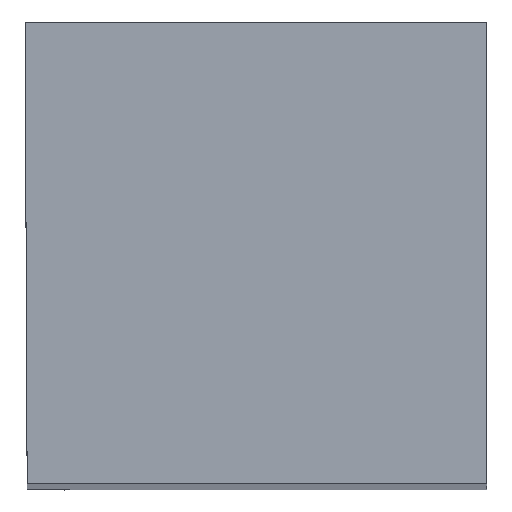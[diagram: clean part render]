
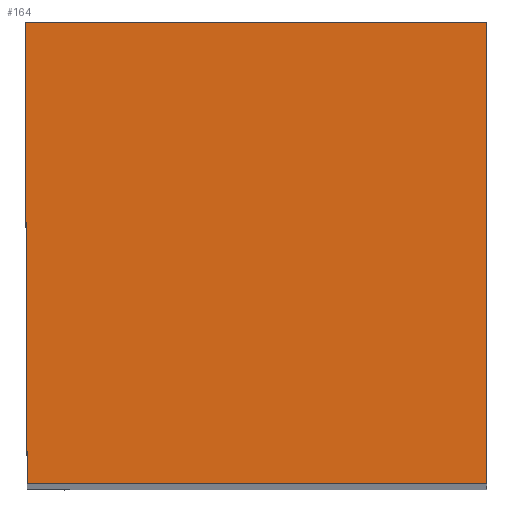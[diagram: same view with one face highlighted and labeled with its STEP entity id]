
A CAD part, top view. The second image highlights one B-rep face of the part: STEP entity #164.
In plain terms, the highlighted planar face has unit normal (0, 0, 1).
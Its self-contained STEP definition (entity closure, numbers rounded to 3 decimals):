
#164=ADVANCED_FACE('',(#216),#195,.F.);
#195=PLANE('',#714);
#216=FACE_OUTER_BOUND('',#239,.T.);
#239=EDGE_LOOP('',(#318,#319,#320,#321));
#318=ORIENTED_EDGE('',*,*,#487,.T.);
#319=ORIENTED_EDGE('',*,*,#498,.T.);
#320=ORIENTED_EDGE('',*,*,#496,.F.);
#321=ORIENTED_EDGE('',*,*,#490,.T.);
#431=VERTEX_POINT('',#985);
#434=VERTEX_POINT('',#991);
#436=VERTEX_POINT('',#998);
#439=VERTEX_POINT('',#1009);
#487=EDGE_CURVE('',#431,#434,#556,.T.);
#490=EDGE_CURVE('',#436,#431,#559,.T.);
#496=EDGE_CURVE('',#436,#439,#562,.T.);
#498=EDGE_CURVE('',#434,#439,#564,.T.);
#556=LINE('',#992,#603);
#559=LINE('',#997,#606);
#562=LINE('',#1008,#609);
#564=LINE('',#1012,#611);
#603=VECTOR('',#799,1.);
#606=VECTOR('',#804,1.);
#609=VECTOR('',#817,1.);
#611=VECTOR('',#821,1.);
#714=AXIS2_PLACEMENT_3D('',#1014,#824,#825);
#799=DIRECTION('',(-1.,0.,0.));
#804=DIRECTION('',(0.,1.,0.));
#817=DIRECTION('',(-1.,0.,0.));
#821=DIRECTION('',(0.004,-1.,0.));
#824=DIRECTION('',(0.,0.,-1.));
#825=DIRECTION('',(-1.,0.,0.));
#985=CARTESIAN_POINT('',(0.05,15.95,0.));
#991=CARTESIAN_POINT('',(-15.9,15.95,0.));
#992=CARTESIAN_POINT('',(2.1,15.95,0.));
#997=CARTESIAN_POINT('',(0.05,-2.,0.));
#998=CARTESIAN_POINT('',(0.05,0.,0.));
#1008=CARTESIAN_POINT('',(2.1,0.,0.));
#1009=CARTESIAN_POINT('',(-15.83,0.,0.));
#1012=CARTESIAN_POINT('',(-15.9,15.95,0.));
#1014=CARTESIAN_POINT('',(2.1,17.95,0.));
